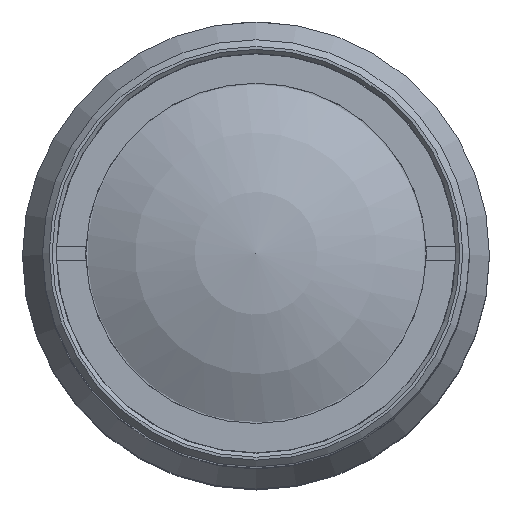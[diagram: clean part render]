
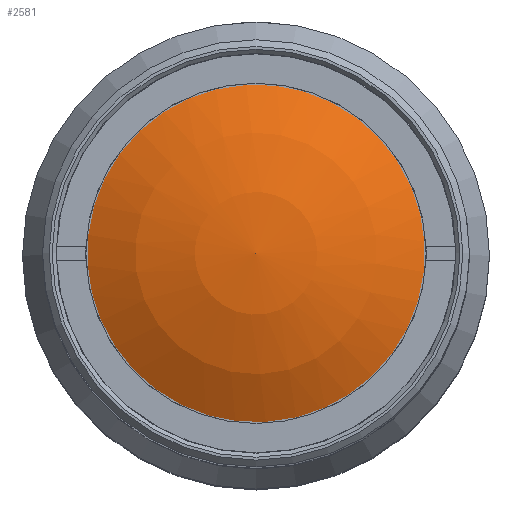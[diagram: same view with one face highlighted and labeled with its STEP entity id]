
A CAD part, top view. The second image highlights one B-rep face of the part: STEP entity #2581.
In plain terms, the highlighted spherical face has radius 26.49 mm.
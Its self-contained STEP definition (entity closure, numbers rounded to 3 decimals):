
#31=SPHERICAL_SURFACE('',#2896,26.49);
#659=FACE_OUTER_BOUND('',#929,.T.);
#929=EDGE_LOOP('',(#2051));
#1154=CIRCLE('',#2894,13.25);
#1347=VERTEX_POINT('',#4442);
#1604=EDGE_CURVE('',#1347,#1347,#1154,.T.);
#2051=ORIENTED_EDGE('',*,*,#1604,.T.);
#2581=ADVANCED_FACE('',(#659),#31,.T.);
#2894=AXIS2_PLACEMENT_3D('',#4443,#3507,#3508);
#2896=AXIS2_PLACEMENT_3D('',#4446,#3511,#3512);
#3507=DIRECTION('center_axis',(0.,0.,
1.));
#3508=DIRECTION('ref_axis',(-0.688,0.725,0.));
#3511=DIRECTION('center_axis',(0.,0.,
-1.));
#3512=DIRECTION('ref_axis',(-0.688,0.725,0.));
#4442=CARTESIAN_POINT('',(9.122,-9.61,130.996));
#4443=CARTESIAN_POINT('Origin',(0.,0.,
130.996));
#4446=CARTESIAN_POINT('Origin',(0.,0.,
108.058));
